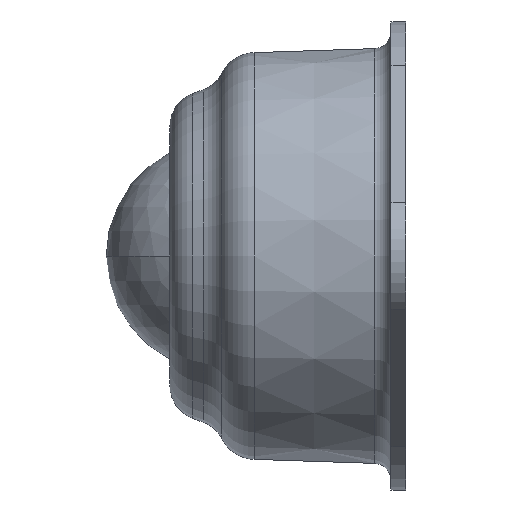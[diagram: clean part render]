
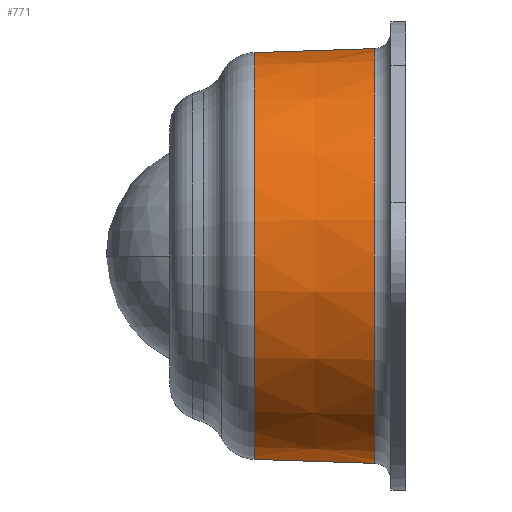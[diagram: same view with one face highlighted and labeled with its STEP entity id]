
A CAD part, left-side view. The second image highlights one B-rep face of the part: STEP entity #771.
In plain terms, the highlighted conical face has half-angle 1.9 degrees and reference radius 14.249 mm.
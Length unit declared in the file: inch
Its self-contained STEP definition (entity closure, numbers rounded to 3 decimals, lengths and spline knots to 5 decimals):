
#24 = VERTEX_POINT ( 'NONE', #779 ) ;
#25 = VERTEX_POINT ( 'NONE', #959 ) ;
#50 = ORIENTED_EDGE ( 'NONE', *, *, #554, .F. ) ;
#53 = CARTESIAN_POINT ( 'NONE',  ( 0., 0.08456, 0. ) ) ;
#83 = ORIENTED_EDGE ( 'NONE', *, *, #976, .F. ) ;
#127 = CARTESIAN_POINT ( 'NONE',  ( 0., 0.08456, 0.561 ) ) ;
#142 = DIRECTION ( 'NONE',  ( 0., 0., 1. ) ) ;
#147 = EDGE_LOOP ( 'NONE', ( #50, #83, #983, #157 ) ) ;
#157 = ORIENTED_EDGE ( 'NONE', *, *, #724, .T. ) ;
#222 = CARTESIAN_POINT ( 'NONE',  ( 0., 0.08456, 0.561 ) ) ;
#230 = FACE_OUTER_BOUND ( 'NONE', #147, .T. ) ;
#258 = DIRECTION ( 'NONE',  ( 0., 1., 0. ) ) ;
#284 = CIRCLE ( 'NONE', #362, 0.561 ) ;
#295 = VECTOR ( 'NONE', #407, 39.37008 ) ;
#336 = VECTOR ( 'NONE', #909, 39.37008 ) ;
#358 = CARTESIAN_POINT ( 'NONE',  ( 0., 0.08456, -0.561 ) ) ;
#362 = AXIS2_PLACEMENT_3D ( 'NONE', #53, #664, #142 ) ;
#402 = AXIS2_PLACEMENT_3D ( 'NONE', #784, #258, #871 ) ;
#407 = DIRECTION ( 'NONE',  ( 0., -0.999, -0.033 ) ) ;
#444 = CONICAL_SURFACE ( 'NONE', #602, 0.561, 0.033 ) ;
#554 = EDGE_CURVE ( 'NONE', #25, #1093, #573, .T. ) ;
#573 = LINE ( 'NONE', #127, #336 ) ;
#586 = CARTESIAN_POINT ( 'NONE',  ( 0., 0.08456, 0. ) ) ;
#602 = AXIS2_PLACEMENT_3D ( 'NONE', #586, #837, #932 ) ;
#664 = DIRECTION ( 'NONE',  ( 0., 1., 0. ) ) ;
#666 = CARTESIAN_POINT ( 'NONE',  ( 0., 0.41033, -0.55019 ) ) ;
#683 = VERTEX_POINT ( 'NONE', #666 ) ;
#724 = EDGE_CURVE ( 'NONE', #24, #1093, #284, .T. ) ;
#771 = ADVANCED_FACE ( 'NONE', ( #230 ), #444, .T. ) ;
#779 = CARTESIAN_POINT ( 'NONE',  ( 0., 0.08456, -0.561 ) ) ;
#784 = CARTESIAN_POINT ( 'NONE',  ( 0., 0.41033, 0. ) ) ;
#837 = DIRECTION ( 'NONE',  ( 0., -1., 0. ) ) ;
#871 = DIRECTION ( 'NONE',  ( 0., 0., 1. ) ) ;
#909 = DIRECTION ( 'NONE',  ( 0., -0.999, 0.033 ) ) ;
#932 = DIRECTION ( 'NONE',  ( 0., 0., -1. ) ) ;
#959 = CARTESIAN_POINT ( 'NONE',  ( 0., 0.41033, 0.55019 ) ) ;
#973 = CIRCLE ( 'NONE', #402, 0.55019 ) ;
#976 = EDGE_CURVE ( 'NONE', #683, #25, #973, .T. ) ;
#983 = ORIENTED_EDGE ( 'NONE', *, *, #1084, .T. ) ;
#1084 = EDGE_CURVE ( 'NONE', #683, #24, #1101, .T. ) ;
#1093 = VERTEX_POINT ( 'NONE', #222 ) ;
#1101 = LINE ( 'NONE', #358, #295 ) ;
